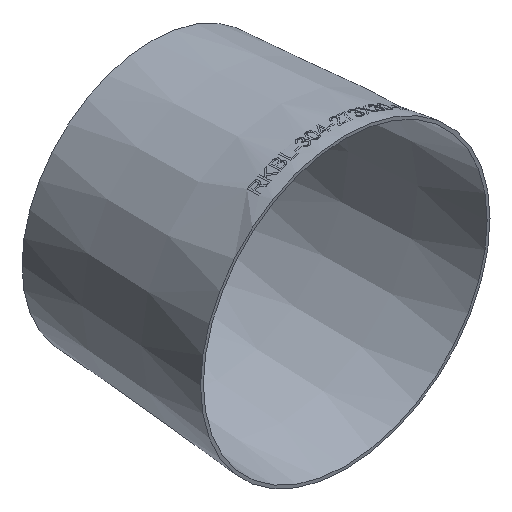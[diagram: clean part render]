
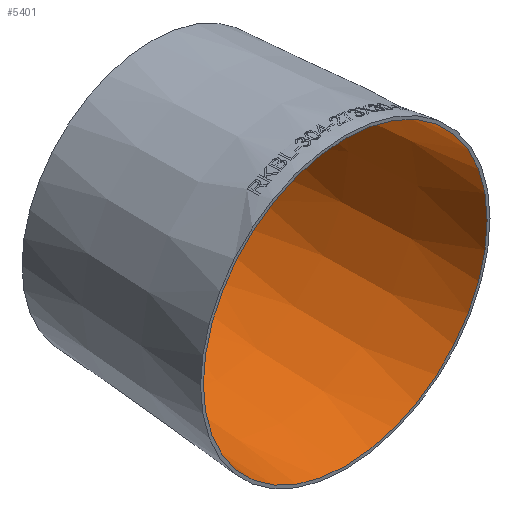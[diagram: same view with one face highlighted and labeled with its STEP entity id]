
A CAD part, isometric view. The second image highlights one B-rep face of the part: STEP entity #5401.
In plain terms, the highlighted conical face has half-angle 4.366 degrees and reference radius 148.991 mm.
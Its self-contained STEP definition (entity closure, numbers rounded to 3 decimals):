
#2333 = CARTESIAN_POINT ( 'NONE',  ( 0., 0., 0. ) ) ;
#2372 = DIRECTION ( 'NONE',  ( 0., -1., 0. ) ) ;
#5401 = ADVANCED_FACE ( 'NONE', ( #11321, #20512 ), #26458, .F. ) ;
#6653 = AXIS2_PLACEMENT_3D ( 'NONE', #2333, #26705, #22910 ) ;
#9552 = EDGE_LOOP ( 'NONE', ( #36892 ) ) ;
#10069 = DIRECTION ( 'NONE',  ( 0., -1., 0. ) ) ;
#11321 = FACE_BOUND ( 'NONE', #26944, .T. ) ;
#11506 = VERTEX_POINT ( 'NONE', #33068 ) ;
#14725 = EDGE_CURVE ( 'NONE', #11506, #11506, #32686, .T. ) ;
#17553 = ORIENTED_EDGE ( 'NONE', *, *, #28855, .F. ) ;
#19818 = AXIS2_PLACEMENT_3D ( 'NONE', #20154, #2372, #23928 ) ;
#20154 = CARTESIAN_POINT ( 'NONE',  ( 0., 203., 0. ) ) ;
#20512 = FACE_OUTER_BOUND ( 'NONE', #9552, .T. ) ;
#22910 = DIRECTION ( 'NONE',  ( 0., 0., -1. ) ) ;
#23684 = VERTEX_POINT ( 'NONE', #32668 ) ;
#23928 = DIRECTION ( 'NONE',  ( 0., 0., -1. ) ) ;
#26458 = CONICAL_SURFACE ( 'NONE', #6653, 148.991, 0.076 ) ;
#26705 = DIRECTION ( 'NONE',  ( 0., -1., 0. ) ) ;
#26944 = EDGE_LOOP ( 'NONE', ( #17553 ) ) ;
#28855 = EDGE_CURVE ( 'NONE', #23684, #23684, #37028, .T. ) ;
#30773 = AXIS2_PLACEMENT_3D ( 'NONE', #31446, #10069, #38004 ) ;
#31446 = CARTESIAN_POINT ( 'NONE',  ( 0., 0., 0. ) ) ;
#32668 = CARTESIAN_POINT ( 'NONE',  ( 0., 203., -133.491 ) ) ;
#32686 = CIRCLE ( 'NONE', #30773, 148.991 ) ;
#33068 = CARTESIAN_POINT ( 'NONE',  ( 0., 0., -148.991 ) ) ;
#36892 = ORIENTED_EDGE ( 'NONE', *, *, #14725, .T. ) ;
#37028 = CIRCLE ( 'NONE', #19818, 133.491 ) ;
#38004 = DIRECTION ( 'NONE',  ( 0., 0., -1. ) ) ;
